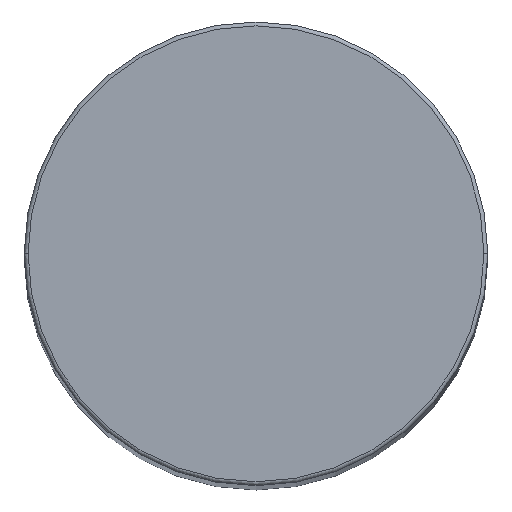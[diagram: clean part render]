
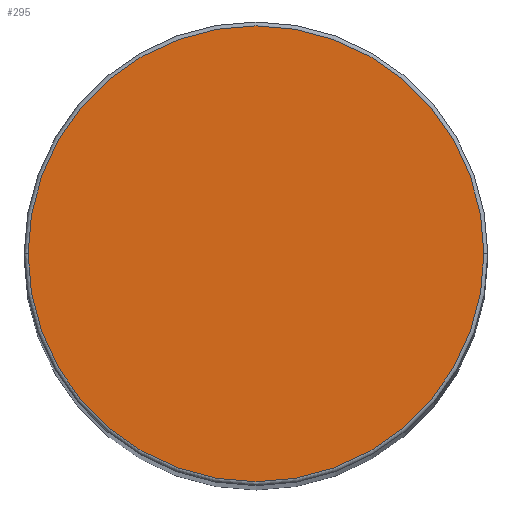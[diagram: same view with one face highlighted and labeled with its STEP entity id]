
A CAD part, top view. The second image highlights one B-rep face of the part: STEP entity #295.
In plain terms, the highlighted planar face has unit normal (0, 0, 1).
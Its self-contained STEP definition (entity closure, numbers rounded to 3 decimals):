
#135=CARTESIAN_POINT('',(0.,0.,65.));
#136=DIRECTION('',(0.,0.,1.));
#137=DIRECTION('',(1.,0.,0.));
#138=AXIS2_PLACEMENT_3D('',#135,#136,#137);
#140=CARTESIAN_POINT('',(0.,0.,65.));
#141=DIRECTION('',(0.,0.,1.));
#142=DIRECTION('',(-1.,0.,0.));
#143=AXIS2_PLACEMENT_3D('',#140,#141,#142);
#164=CARTESIAN_POINT('',(5.9,0.,65.));
#165=CARTESIAN_POINT('',(-5.9,0.,65.));
#166=VERTEX_POINT('',#164);
#167=VERTEX_POINT('',#165);
#285=CARTESIAN_POINT('',(0.,0.,65.));
#286=DIRECTION('',(0.,0.,1.));
#287=DIRECTION('',(1.,0.,0.));
#288=AXIS2_PLACEMENT_3D('',#285,#286,#287);
#289=PLANE('',#288);
#291=ORIENTED_EDGE('',*,*,#290,.F.);
#292=ORIENTED_EDGE('',*,*,#268,.F.);
#293=EDGE_LOOP('',(#291,#292));
#294=FACE_OUTER_BOUND('',#293,.F.);
#295=ADVANCED_FACE('',(#294),#289,.T.);
#139=CIRCLE('',#138,5.9);
#144=CIRCLE('',#143,5.9);
#268=EDGE_CURVE('',#167,#166,#144,.T.);
#290=EDGE_CURVE('',#166,#167,#139,.T.);
